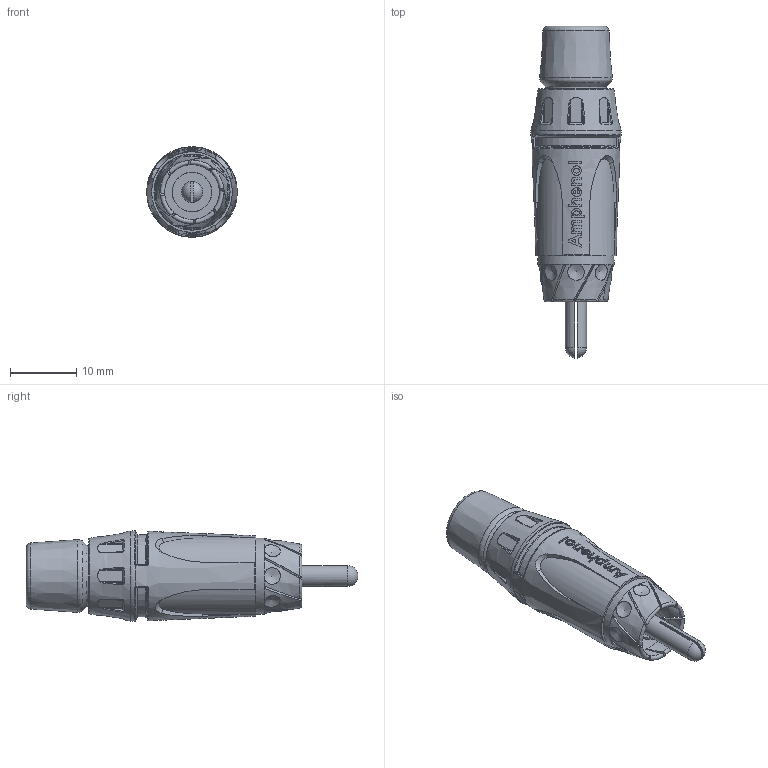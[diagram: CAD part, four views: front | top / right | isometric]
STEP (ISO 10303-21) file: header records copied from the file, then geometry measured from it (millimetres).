
FILE_DESCRIPTION(/* description */ ('DIE CAST SHELL'),/* implementation_level */ '2;1');
FILE_NAME(/* name */ 'ACPL.stp',/* time_stamp */ '2018-08-30T11:32:54+10:00',/* author */ ('minh'),/* organization */ (''),/* preprocessor_version */ 'ST-DEVELOPER v16.1',/* originating_system */ 'Autodesk Inventor 2016',/* authorisation */ '');
FILE_SCHEMA (('AUTOMOTIVE_DESIGN { 1 0 10303 214 3 1 1 }'));
Length unit declared in the file: millimetre
Products named in the file (6): 53480091-131; 50120023-830; 53490012-331; 51560098-140; 51270094-521; 55011025-100
Assembly tree (5 placements, depth 3):
  55011025-100
    53490012-331
      53480091-131
      50120023-830
    51560098-140
    51270094-521
Bounding box: 13.69 x 50.2 x 13.7 mm (x, y, z)
Volume: 2449.6 mm3; surface area: 5511.8 mm2
Topology: 7 solids, 7 shells, 623 faces, 1563 edges, 982 vertices
Faces by surface type: plane 227, bspline 172, cylinder 93, cone 69, torus 35, sphere 27
Full cylindrical faces by diameter (mm): 1.4 x1, 2 x1, 2.5 x8, 3 x1, 3.2 x1, 4 x1, 5.2 x1, 6 x2, 7.2 x1, 7.8 x1, 8 x2, 8.2 x1, 8.5 x1, 8.8 x1, 9 x1, 9.2 x3, 10.2 x1, 10.6 x1, 11.5 x1
Entity records: 22916 total; most frequent: CARTESIAN_POINT 9417, ORIENTED_EDGE 2920, DIRECTION 2456, EDGE_CURVE 1460, AXIS2_PLACEMENT_3D 1002, VERTEX_POINT 954, EDGE_LOOP 724, FACE_OUTER_BOUND 615
